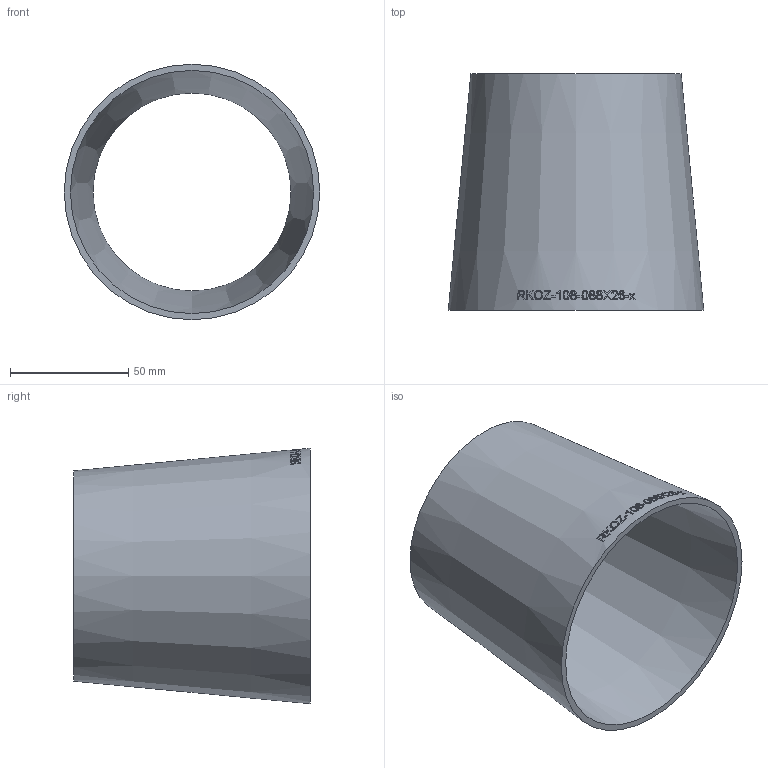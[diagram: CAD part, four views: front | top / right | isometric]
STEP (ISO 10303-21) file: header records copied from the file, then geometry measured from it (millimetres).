
FILE_DESCRIPTION (( 'STEP AP214' ), '1' );
FILE_NAME ('RKOZ-108-088X26-x Reduzierung aus Blech ISO-sonstige 2007.STEP', '2020-07-21T14:16:06', ( '' ), ( '' ), 'SwSTEP 2.0', 'SolidWorks 2019', '' );
FILE_SCHEMA (( 'AUTOMOTIVE_DESIGN' ));
Length unit declared in the file: millimetre
Products named in the file (1): RKOZ-108-088X26-x Reduzierung aus Blech ISO-sonstige 2007
Bounding box: 108 x 100 x 108 mm (x, y, z)
Volume: 78628.7 mm3; surface area: 62073.5 mm2
Topology: 1 solids, 1 shells, 230 faces, 600 edges, 400 vertices
Faces by surface type: bspline 198, cone 30, plane 2
Entity records: 32183 total; most frequent: CARTESIAN_POINT 25893, ORIENTED_EDGE 1196, EDGE_CURVE 598, B_SPLINE_CURVE_WITH_KNOTS 594, VERTEX_POINT 400, EDGE_LOOP 262, ADVANCED_FACE 230, FACE_OUTER_BOUND 230
